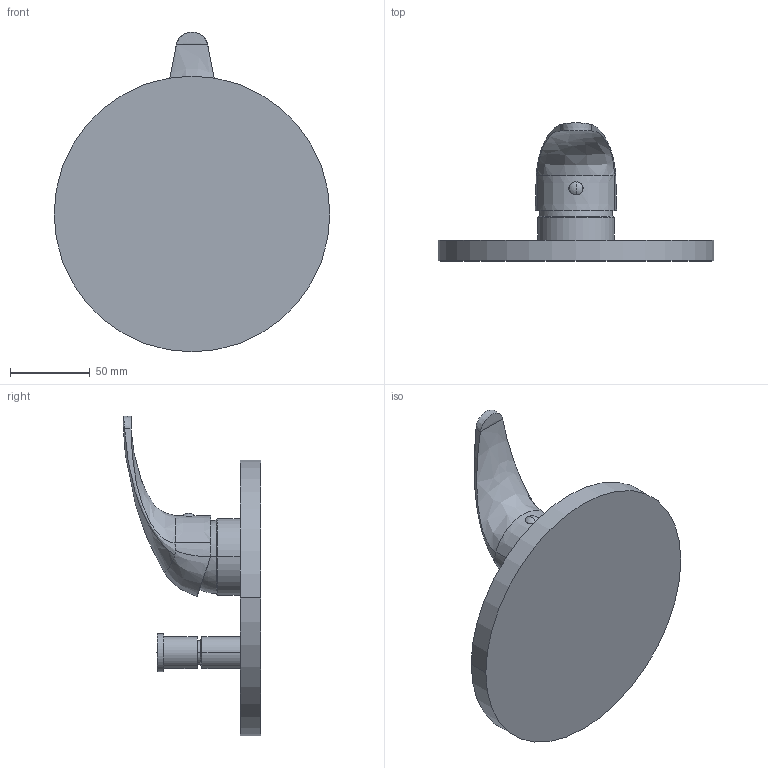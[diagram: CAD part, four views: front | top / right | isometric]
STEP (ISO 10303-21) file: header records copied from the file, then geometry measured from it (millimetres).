
FILE_DESCRIPTION((''),'2;1');
FILE_NAME('NDBOX015CR','2021-11-10T10:05:38',('ut3'),('PAFFONI SpA'),'CREO PARAMETRIC BY PTC INC, 2020044','CREO PARAMETRIC BY PTC INC, 2020044','');
FILE_SCHEMA(('CONFIG_CONTROL_DESIGN','SHAPE_APPEARANCE_LAYERS_GROUPS'));
Length unit declared in the file: millimetre
Products named in the file (1): NDBOX015CR
Bounding box: 173 x 86.5 x 200.57 mm (x, y, z)
Volume: 370745.3 mm3; surface area: 85786.3 mm2
Topology: 3 solids, 3 shells, 147 faces, 366 edges, 229 vertices
Faces by surface type: plane 56, cylinder 42, cone 30, bspline 15, torus 2, sphere 2
Entity records: 7585 total; most frequent: CARTESIAN_POINT 2824, ORIENTED_EDGE 712, DIRECTION 685, EDGE_CURVE 356, AXIS2_PLACEMENT_3D 265, VERTEX_POINT 229, FILL_AREA_STYLE_COLOUR 204, FILL_AREA_STYLE 204
